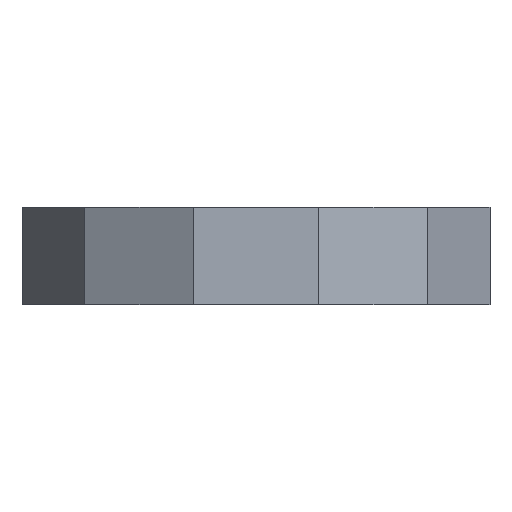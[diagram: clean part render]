
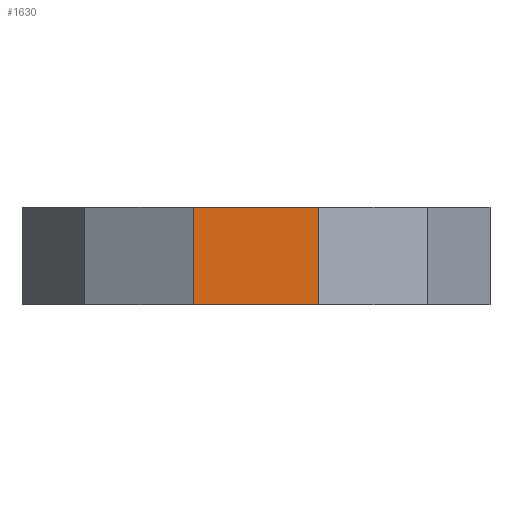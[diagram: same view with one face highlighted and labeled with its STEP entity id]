
A CAD part, front view. The second image highlights one B-rep face of the part: STEP entity #1630.
In plain terms, the highlighted planar face has unit normal (0, -1, 0).
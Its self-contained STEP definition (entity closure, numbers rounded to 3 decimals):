
#56=PLANE('',#1770);
#185=FACE_OUTER_BOUND('',#275,.T.);
#275=EDGE_LOOP('',(#1381,#1382,#1383,#1384));
#486=LINE('',#5034,#605);
#487=LINE('',#5037,#606);
#488=LINE('',#5039,#607);
#489=LINE('',#5040,#608);
#605=VECTOR('',#2114,10.);
#606=VECTOR('',#2117,10.);
#607=VECTOR('',#2118,10.);
#608=VECTOR('',#2119,10.);
#761=VERTEX_POINT('',#5030);
#762=VERTEX_POINT('',#5032);
#763=VERTEX_POINT('',#5036);
#764=VERTEX_POINT('',#5038);
#990=EDGE_CURVE('',#761,#762,#486,.T.);
#991=EDGE_CURVE('',#763,#761,#487,.T.);
#992=EDGE_CURVE('',#764,#762,#488,.T.);
#993=EDGE_CURVE('',#763,#764,#489,.T.);
#1381=ORIENTED_EDGE('',*,*,#991,.T.);
#1382=ORIENTED_EDGE('',*,*,#990,.T.);
#1383=ORIENTED_EDGE('',*,*,#992,.F.);
#1384=ORIENTED_EDGE('',*,*,#993,.F.);
#1630=ADVANCED_FACE('',(#185),#56,.T.);
#1770=AXIS2_PLACEMENT_3D('',#5035,#2115,#2116);
#2114=DIRECTION('',(0.,0.,1.));
#2115=DIRECTION('center_axis',(0.,-1.,0.));
#2116=DIRECTION('ref_axis',(1.,0.,0.));
#2117=DIRECTION('',(1.,0.,0.));
#2118=DIRECTION('',(1.,0.,0.));
#2119=DIRECTION('',(0.,0.,1.));
#5030=CARTESIAN_POINT('',(8.038,-30.,0.));
#5032=CARTESIAN_POINT('',(8.038,-30.,12.5));
#5034=CARTESIAN_POINT('',(8.038,-30.,0.));
#5035=CARTESIAN_POINT('Origin',(-8.038,-30.,0.));
#5036=CARTESIAN_POINT('',(-8.038,-30.,0.));
#5037=CARTESIAN_POINT('',(-8.038,-30.,0.));
#5038=CARTESIAN_POINT('',(-8.038,-30.,12.5));
#5039=CARTESIAN_POINT('',(-8.038,-30.,12.5));
#5040=CARTESIAN_POINT('',(-8.038,-30.,0.));
